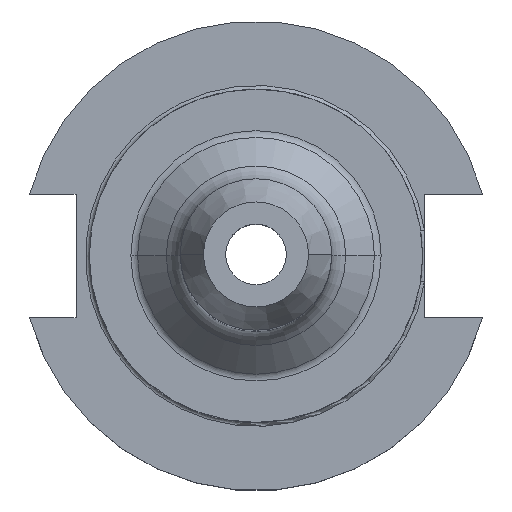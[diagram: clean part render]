
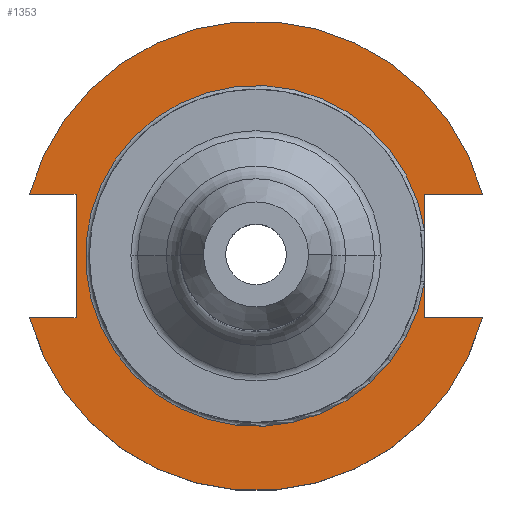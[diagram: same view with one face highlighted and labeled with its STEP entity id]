
A CAD part, top view. The second image highlights one B-rep face of the part: STEP entity #1353.
In plain terms, the highlighted planar face has unit normal (0, 0, 1).
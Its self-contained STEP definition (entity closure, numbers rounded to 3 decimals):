
#60 = DIRECTION ( 'NONE',  ( 0., -1., 0. ) ) ;
#102 = DIRECTION ( 'NONE',  ( 1., 0., 0. ) ) ;
#125 = CIRCLE ( 'NONE', #338, 35.725 ) ;
#126 = EDGE_CURVE ( 'NONE', #968, #631, #201, .T. ) ;
#136 = ORIENTED_EDGE ( 'NONE', *, *, #843, .T. ) ;
#187 = VERTEX_POINT ( 'NONE', #245 ) ;
#189 = VERTEX_POINT ( 'NONE', #1594 ) ;
#201 = LINE ( 'NONE', #996, #578 ) ;
#202 = AXIS2_PLACEMENT_3D ( 'NONE', #1824, #633, #647 ) ;
#217 = LINE ( 'NONE', #356, #596 ) ;
#220 = ORIENTED_EDGE ( 'NONE', *, *, #320, .F. ) ;
#245 = CARTESIAN_POINT ( 'NONE',  ( 47.477, -12.954, 19.05 ) ) ;
#249 = VECTOR ( 'NONE', #60, 1000. ) ;
#275 = LINE ( 'NONE', #598, #249 ) ;
#314 = CARTESIAN_POINT ( 'NONE',  ( 35.306, -5.455, 19.05 ) ) ;
#320 = EDGE_CURVE ( 'NONE', #1829, #571, #868, .T. ) ;
#338 = AXIS2_PLACEMENT_3D ( 'NONE', #1693, #1086, #1238 ) ;
#345 = CIRCLE ( 'NONE', #202, 49.212 ) ;
#356 = CARTESIAN_POINT ( 'NONE',  ( -37.719, 12.954, 19.05 ) ) ;
#376 = ORIENTED_EDGE ( 'NONE', *, *, #1491, .F. ) ;
#456 = CARTESIAN_POINT ( 'NONE',  ( -63.719, 12.954, 19.05 ) ) ;
#514 = EDGE_LOOP ( 'NONE', ( #1458, #1602, #220, #1162, #136, #1397, #376, #1030, #1819, #900 ) ) ;
#571 = VERTEX_POINT ( 'NONE', #1578 ) ;
#578 = VECTOR ( 'NONE', #102, 1000. ) ;
#596 = VECTOR ( 'NONE', #825, 1000. ) ;
#598 = CARTESIAN_POINT ( 'NONE',  ( 35.306, 12.954, 19.05 ) ) ;
#631 = VERTEX_POINT ( 'NONE', #1012 ) ;
#633 = DIRECTION ( 'NONE',  ( 0., 0., 1. ) ) ;
#647 = DIRECTION ( 'NONE',  ( 1., 0., 0. ) ) ;
#679 = PLANE ( 'NONE',  #1832 ) ;
#727 = VERTEX_POINT ( 'NONE', #1762 ) ;
#744 = CARTESIAN_POINT ( 'NONE',  ( 0., 0., 19.05 ) ) ;
#754 = VERTEX_POINT ( 'NONE', #883 ) ;
#770 = EDGE_CURVE ( 'NONE', #754, #187, #1461, .T. ) ;
#792 = VECTOR ( 'NONE', #1042, 1000. ) ;
#805 = DIRECTION ( 'NONE',  ( -1., 0., 0. ) ) ;
#825 = DIRECTION ( 'NONE',  ( 0., 1., 0. ) ) ;
#843 = EDGE_CURVE ( 'NONE', #727, #1890, #1438, .T. ) ;
#845 = DIRECTION ( 'NONE',  ( 0., 0., 1. ) ) ;
#868 = LINE ( 'NONE', #1783, #1487 ) ;
#878 = DIRECTION ( 'NONE',  ( 1., 0., 0. ) ) ;
#883 = CARTESIAN_POINT ( 'NONE',  ( 35.306, -12.954, 19.05 ) ) ;
#900 = ORIENTED_EDGE ( 'NONE', *, *, #770, .F. ) ;
#920 = VERTEX_POINT ( 'NONE', #314 ) ;
#936 = EDGE_CURVE ( 'NONE', #968, #187, #345, .T. ) ;
#952 = LINE ( 'NONE', #1558, #1872 ) ;
#961 = EDGE_CURVE ( 'NONE', #920, #754, #275, .T. ) ;
#964 = CARTESIAN_POINT ( 'NONE',  ( 35.306, 12.954, 19.05 ) ) ;
#968 = VERTEX_POINT ( 'NONE', #1260 ) ;
#996 = CARTESIAN_POINT ( 'NONE',  ( -63.719, -12.954, 19.05 ) ) ;
#997 = DIRECTION ( 'NONE',  ( 1., 0., 0. ) ) ;
#1005 = AXIS2_PLACEMENT_3D ( 'NONE', #744, #1788, #878 ) ;
#1012 = CARTESIAN_POINT ( 'NONE',  ( -37.719, -12.954, 19.05 ) ) ;
#1030 = ORIENTED_EDGE ( 'NONE', *, *, #126, .F. ) ;
#1042 = DIRECTION ( 'NONE',  ( 1., 0., 0. ) ) ;
#1086 = DIRECTION ( 'NONE',  ( 0., 0., -1. ) ) ;
#1146 = LINE ( 'NONE', #456, #1738 ) ;
#1162 = ORIENTED_EDGE ( 'NONE', *, *, #1842, .F. ) ;
#1179 = DIRECTION ( 'NONE',  ( 0., -1., 0. ) ) ;
#1196 = FACE_OUTER_BOUND ( 'NONE', #514, .T. ) ;
#1238 = DIRECTION ( 'NONE',  ( 1., 0., 0. ) ) ;
#1260 = CARTESIAN_POINT ( 'NONE',  ( -47.477, -12.954, 19.05 ) ) ;
#1353 = ADVANCED_FACE ( 'NONE', ( #1196 ), #679, .T. ) ;
#1397 = ORIENTED_EDGE ( 'NONE', *, *, #1399, .F. ) ;
#1399 = EDGE_CURVE ( 'NONE', #189, #1890, #1146, .T. ) ;
#1419 = CARTESIAN_POINT ( 'NONE',  ( -47.477, 12.954, 19.05 ) ) ;
#1437 = CARTESIAN_POINT ( 'NONE',  ( 0., 49.212, 19.05 ) ) ;
#1438 = CIRCLE ( 'NONE', #1005, 49.212 ) ;
#1458 = ORIENTED_EDGE ( 'NONE', *, *, #961, .F. ) ;
#1461 = LINE ( 'NONE', #1662, #792 ) ;
#1487 = VECTOR ( 'NONE', #1179, 1000. ) ;
#1491 = EDGE_CURVE ( 'NONE', #631, #189, #217, .T. ) ;
#1558 = CARTESIAN_POINT ( 'NONE',  ( 35.306, 12.954, 19.05 ) ) ;
#1578 = CARTESIAN_POINT ( 'NONE',  ( 35.306, 5.455, 19.05 ) ) ;
#1594 = CARTESIAN_POINT ( 'NONE',  ( -37.719, 12.954, 19.05 ) ) ;
#1602 = ORIENTED_EDGE ( 'NONE', *, *, #1715, .T. ) ;
#1661 = DIRECTION ( 'NONE',  ( -1., 0., 0. ) ) ;
#1662 = CARTESIAN_POINT ( 'NONE',  ( 35.306, -12.954, 19.05 ) ) ;
#1693 = CARTESIAN_POINT ( 'NONE',  ( 0., 0., 19.05 ) ) ;
#1715 = EDGE_CURVE ( 'NONE', #920, #571, #125, .T. ) ;
#1738 = VECTOR ( 'NONE', #1661, 1000. ) ;
#1762 = CARTESIAN_POINT ( 'NONE',  ( 47.477, 12.954, 19.05 ) ) ;
#1783 = CARTESIAN_POINT ( 'NONE',  ( 35.306, 12.954, 19.05 ) ) ;
#1788 = DIRECTION ( 'NONE',  ( 0., 0., 1. ) ) ;
#1819 = ORIENTED_EDGE ( 'NONE', *, *, #936, .T. ) ;
#1824 = CARTESIAN_POINT ( 'NONE',  ( 0., 0., 19.05 ) ) ;
#1829 = VERTEX_POINT ( 'NONE', #964 ) ;
#1832 = AXIS2_PLACEMENT_3D ( 'NONE', #1437, #845, #997 ) ;
#1842 = EDGE_CURVE ( 'NONE', #727, #1829, #952, .T. ) ;
#1872 = VECTOR ( 'NONE', #805, 1000. ) ;
#1890 = VERTEX_POINT ( 'NONE', #1419 ) ;
